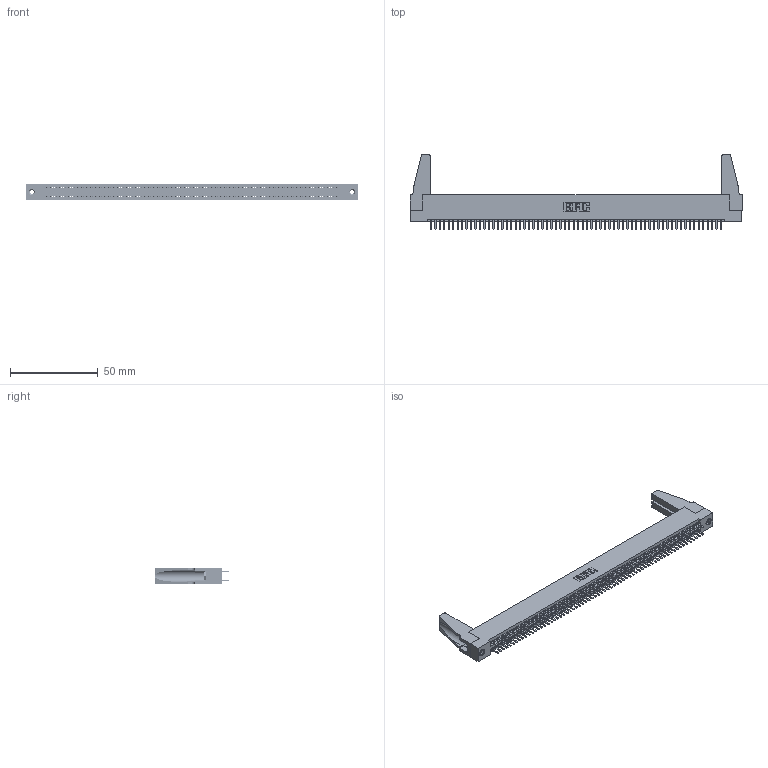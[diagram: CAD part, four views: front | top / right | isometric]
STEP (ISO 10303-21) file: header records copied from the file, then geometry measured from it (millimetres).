
FILE_DESCRIPTION (( 'STEP AP203' ), '1' );
FILE_NAME ('395-132-520-288.STEP', '2019-10-29T05:03:38', ( '' ), ( '' ), 'SwSTEP 2.0', 'SolidWorks 2016', '' );
FILE_SCHEMA (( 'CONFIG_CONTROL_DESIGN' ));
Length unit declared in the file: inch
Products named in the file (5): 345 Part_Flush Mounting Lugs - 0.156 Dia-TH; 345-292-001_345-293-120; 345-250-001_345-250-001-102; 345-220-078_345-220-088; 395-132-520-288
Assembly tree (137 placements, depth 2):
  395-132-520-288
    345 Part_Flush Mounting Lugs - 0.156 Dia-TH
    345-292-001_345-293-120  x132
    345-250-001_345-250-001-102  x2
    345-220-078_345-220-088  x2
Bounding box: 188.87 x 42.55 x 9.4 mm (x, y, z)
Volume: 21764.6 mm3; surface area: 30827.7 mm2
Topology: 137 solids, 137 shells, 7378 faces, 21379 edges, 13890 vertices
Faces by surface type: plane 4772, cylinder 2590, cone 12, torus 4
Entity records: 50816 total; most frequent: CARTESIAN_POINT 8502, ORIENTED_EDGE 8384, DIRECTION 7460, EDGE_CURVE 4192, LINE 3750, VECTOR 3750, VERTEX_POINT 2786, AXIS2_PLACEMENT_3D 1855
